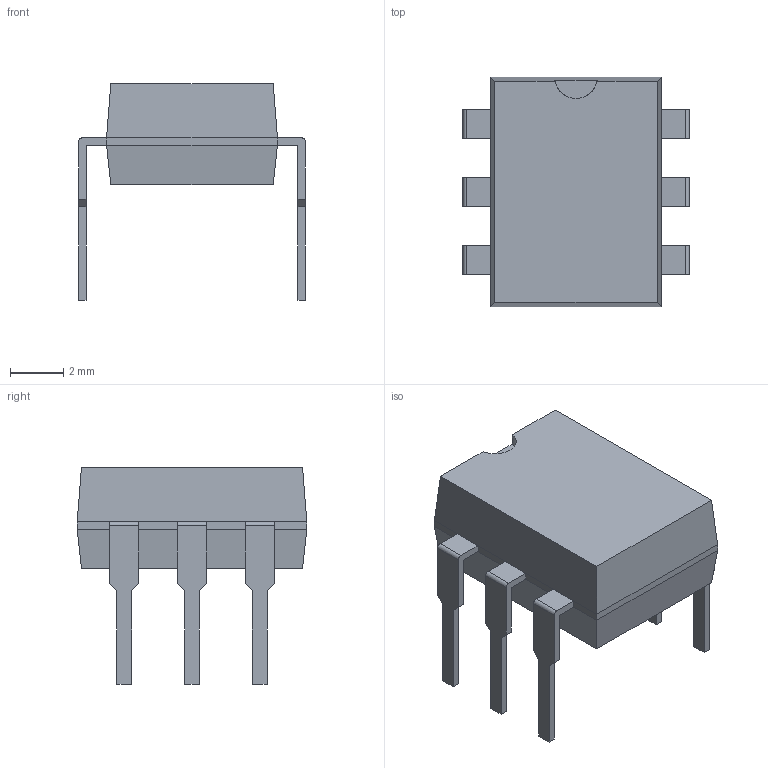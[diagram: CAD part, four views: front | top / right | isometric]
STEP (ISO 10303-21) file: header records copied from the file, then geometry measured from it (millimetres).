
FILE_DESCRIPTION(('FreeCAD Model'),'2;1');
FILE_NAME('902601.1.1.stp','2020-04-09T15:00:26',( 'Author'),(''),'Open CASCADE STEP processor 6.9','FreeCAD','Unknown' );
FILE_SCHEMA(('AUTOMOTIVE_DESIGN { 1 0 10303 214 1 1 1 1 }'));
Length unit declared in the file: millimetre
Products named in the file (3): ASSEMBLY; Body; PinsArrayLR
Assembly tree (2 placements, depth 2):
  ASSEMBLY
    Body
    PinsArrayLR
Bounding box: 8.49 x 8.6 x 8.11 mm (x, y, z)
Volume: 208.5 mm3; surface area: 304.3 mm2
Topology: 7 solids, 7 shells, 94 faces, 232 edges, 152 vertices
Faces by surface type: plane 87, cylinder 7
Entity records: 5873 total; most frequent: CARTESIAN_POINT 999, DIRECTION 896, LINE 660, VECTOR 660, ORIENTED_EDGE 464, PCURVE 464, DEFINITIONAL_REPRESENTATION 464, EDGE_CURVE 232
